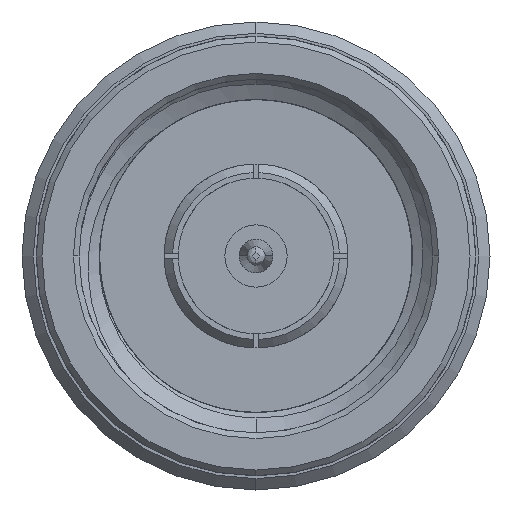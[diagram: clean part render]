
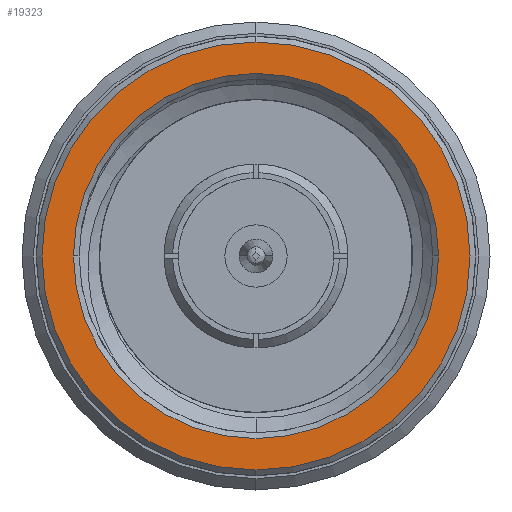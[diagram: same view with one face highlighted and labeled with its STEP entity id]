
A CAD part, left-side view. The second image highlights one B-rep face of the part: STEP entity #19323.
In plain terms, the highlighted planar face has unit normal (-1, 0, 0).
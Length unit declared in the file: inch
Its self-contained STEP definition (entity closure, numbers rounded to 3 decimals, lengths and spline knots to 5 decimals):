
#672 = AXIS2_PLACEMENT_3D ( 'NONE', #16945, #34679, #41214 ) ;
#2585 = AXIS2_PLACEMENT_3D ( 'NONE', #2885, #9256, #16769 ) ;
#2885 = CARTESIAN_POINT ( 'NONE',  ( 0., 0.38809, 0. ) ) ;
#4416 = DIRECTION ( 'NONE',  ( 0., 0., 1. ) ) ;
#5741 = CARTESIAN_POINT ( 'NONE',  ( 0., 0.37809, 0. ) ) ;
#6312 = PLANE ( 'NONE',  #2585 ) ;
#6842 = VERTEX_POINT ( 'NONE', #13797 ) ;
#6940 = DIRECTION ( 'NONE',  ( 1., 0., 0. ) ) ;
#7663 = CIRCLE ( 'NONE', #14932, 0.3225 ) ;
#7863 = AXIS2_PLACEMENT_3D ( 'NONE', #36822, #12686, #11785 ) ;
#9256 = DIRECTION ( 'NONE',  ( -1., 0., 0. ) ) ;
#11428 = EDGE_CURVE ( 'NONE', #36741, #25779, #39060, .T. ) ;
#11785 = DIRECTION ( 'NONE',  ( 0., 1., 0. ) ) ;
#12686 = DIRECTION ( 'NONE',  ( -1., 0., 0. ) ) ;
#13242 = EDGE_CURVE ( 'NONE', #6842, #26569, #41977, .T. ) ;
#13614 = AXIS2_PLACEMENT_3D ( 'NONE', #35603, #6940, #4416 ) ;
#13797 = CARTESIAN_POINT ( 'NONE',  ( 0., -0.37809, 0. ) ) ;
#14290 = DIRECTION ( 'NONE',  ( 0., 0., 1. ) ) ;
#14470 = CIRCLE ( 'NONE', #672, 0.37809 ) ;
#14932 = AXIS2_PLACEMENT_3D ( 'NONE', #24997, #30767, #14290 ) ;
#16769 = DIRECTION ( 'NONE',  ( 0., 1., 0. ) ) ;
#16945 = CARTESIAN_POINT ( 'NONE',  ( 0., 0., 0. ) ) ;
#17593 = ORIENTED_EDGE ( 'NONE', *, *, #13242, .T. ) ;
#19055 = EDGE_CURVE ( 'NONE', #25779, #36741, #7663, .T. ) ;
#19323 = ADVANCED_FACE ( 'NONE', ( #26776, #37470 ), #6312, .T. ) ;
#24706 = ORIENTED_EDGE ( 'NONE', *, *, #19055, .T. ) ;
#24997 = CARTESIAN_POINT ( 'NONE',  ( 0., 0., 0. ) ) ;
#25779 = VERTEX_POINT ( 'NONE', #26939 ) ;
#26569 = VERTEX_POINT ( 'NONE', #5741 ) ;
#26776 = FACE_BOUND ( 'NONE', #41816, .T. ) ;
#26939 = CARTESIAN_POINT ( 'NONE',  ( 0., 0., 0.3225 ) ) ;
#29765 = EDGE_LOOP ( 'NONE', ( #43243, #17593 ) ) ;
#30767 = DIRECTION ( 'NONE',  ( 1., 0., 0. ) ) ;
#34679 = DIRECTION ( 'NONE',  ( -1., 0., 0. ) ) ;
#35603 = CARTESIAN_POINT ( 'NONE',  ( 0., 0., 0. ) ) ;
#36741 = VERTEX_POINT ( 'NONE', #43679 ) ;
#36822 = CARTESIAN_POINT ( 'NONE',  ( 0., 0., 0. ) ) ;
#37470 = FACE_OUTER_BOUND ( 'NONE', #29765, .T. ) ;
#39060 = CIRCLE ( 'NONE', #13614, 0.3225 ) ;
#40224 = ORIENTED_EDGE ( 'NONE', *, *, #11428, .T. ) ;
#40458 = EDGE_CURVE ( 'NONE', #26569, #6842, #14470, .T. ) ;
#41214 = DIRECTION ( 'NONE',  ( 0., 1., 0. ) ) ;
#41816 = EDGE_LOOP ( 'NONE', ( #24706, #40224 ) ) ;
#41977 = CIRCLE ( 'NONE', #7863, 0.37809 ) ;
#43243 = ORIENTED_EDGE ( 'NONE', *, *, #40458, .T. ) ;
#43679 = CARTESIAN_POINT ( 'NONE',  ( 0., 0., -0.3225 ) ) ;
